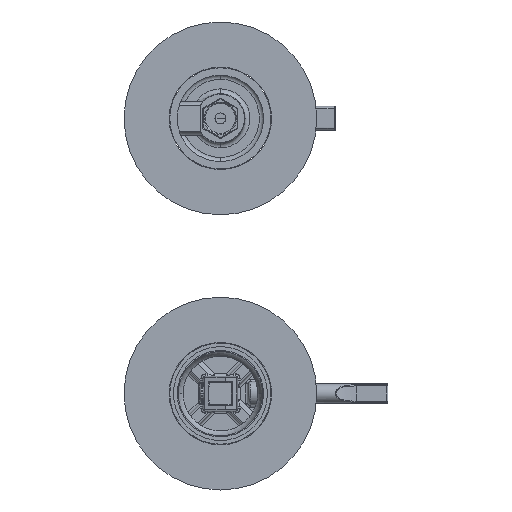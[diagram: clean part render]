
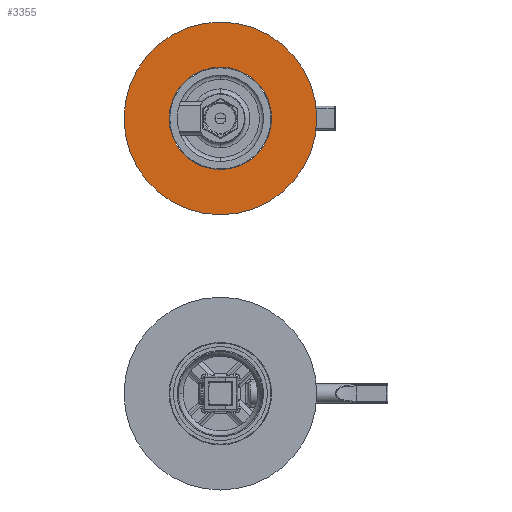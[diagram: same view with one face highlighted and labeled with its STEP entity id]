
A CAD part, left-side view. The second image highlights one B-rep face of the part: STEP entity #3355.
In plain terms, the highlighted planar face has unit normal (-1, 0, 0).
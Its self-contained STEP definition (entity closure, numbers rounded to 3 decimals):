
#452 = EDGE_LOOP ( 'NONE', ( #8158, #15153 ) ) ;
#769 = AXIS2_PLACEMENT_3D ( 'NONE', #6152, #14178, #7426 ) ;
#1836 = AXIS2_PLACEMENT_3D ( 'NONE', #5408, #10664, #15958 ) ;
#2701 = CARTESIAN_POINT ( 'NONE',  ( 48., 0., 74.24 ) ) ;
#2751 = CARTESIAN_POINT ( 'NONE',  ( 48., 0., 92.99 ) ) ;
#3297 = CARTESIAN_POINT ( 'NONE',  ( 48., 0., 154.24 ) ) ;
#3355 = ADVANCED_FACE ( 'NONE', ( #15683, #15430 ), #3837, .T. ) ;
#3744 = CARTESIAN_POINT ( 'NONE',  ( 48., 0., 114.24 ) ) ;
#3837 = PLANE ( 'NONE',  #11446 ) ;
#4405 = VERTEX_POINT ( 'NONE', #2701 ) ;
#4618 = CIRCLE ( 'NONE', #1836, 21.25 ) ;
#5408 = CARTESIAN_POINT ( 'NONE',  ( 48., 0., 114.24 ) ) ;
#5760 = ORIENTED_EDGE ( 'NONE', *, *, #13380, .T. ) ;
#6152 = CARTESIAN_POINT ( 'NONE',  ( 48., 0., 114.24 ) ) ;
#6839 = CIRCLE ( 'NONE', #769, 40. ) ;
#7426 = DIRECTION ( 'NONE',  ( 0., 0., 1. ) ) ;
#7683 = EDGE_CURVE ( 'NONE', #9138, #4405, #12811, .T. ) ;
#8158 = ORIENTED_EDGE ( 'NONE', *, *, #7683, .T. ) ;
#8660 = CARTESIAN_POINT ( 'NONE',  ( 48., 0., 114.24 ) ) ;
#8736 = DIRECTION ( 'NONE',  ( 1., 0., 0. ) ) ;
#8912 = DIRECTION ( 'NONE',  ( -1., 0., 0. ) ) ;
#8999 = DIRECTION ( 'NONE',  ( 0., 0., 1. ) ) ;
#9138 = VERTEX_POINT ( 'NONE', #3297 ) ;
#9221 = AXIS2_PLACEMENT_3D ( 'NONE', #8660, #8912, #16641 ) ;
#10664 = DIRECTION ( 'NONE',  ( 1., 0., 0. ) ) ;
#11138 = EDGE_LOOP ( 'NONE', ( #5760, #11202 ) ) ;
#11202 = ORIENTED_EDGE ( 'NONE', *, *, #14758, .T. ) ;
#11446 = AXIS2_PLACEMENT_3D ( 'NONE', #3744, #15512, #8999 ) ;
#11521 = AXIS2_PLACEMENT_3D ( 'NONE', #14300, #8736, #14205 ) ;
#12811 = CIRCLE ( 'NONE', #9221, 40. ) ;
#12976 = VERTEX_POINT ( 'NONE', #2751 ) ;
#12995 = VERTEX_POINT ( 'NONE', #14599 ) ;
#13380 = EDGE_CURVE ( 'NONE', #12976, #12995, #4618, .T. ) ;
#14178 = DIRECTION ( 'NONE',  ( -1., 0., 0. ) ) ;
#14205 = DIRECTION ( 'NONE',  ( 0., 0., -1. ) ) ;
#14300 = CARTESIAN_POINT ( 'NONE',  ( 48., 0., 114.24 ) ) ;
#14599 = CARTESIAN_POINT ( 'NONE',  ( 48., 0., 135.49 ) ) ;
#14628 = EDGE_CURVE ( 'NONE', #4405, #9138, #6839, .T. ) ;
#14758 = EDGE_CURVE ( 'NONE', #12995, #12976, #16790, .T. ) ;
#15153 = ORIENTED_EDGE ( 'NONE', *, *, #14628, .T. ) ;
#15430 = FACE_OUTER_BOUND ( 'NONE', #452, .T. ) ;
#15512 = DIRECTION ( 'NONE',  ( -1., 0., 0. ) ) ;
#15683 = FACE_BOUND ( 'NONE', #11138, .T. ) ;
#15958 = DIRECTION ( 'NONE',  ( 0., 0., -1. ) ) ;
#16641 = DIRECTION ( 'NONE',  ( 0., 0., 1. ) ) ;
#16790 = CIRCLE ( 'NONE', #11521, 21.25 ) ;
